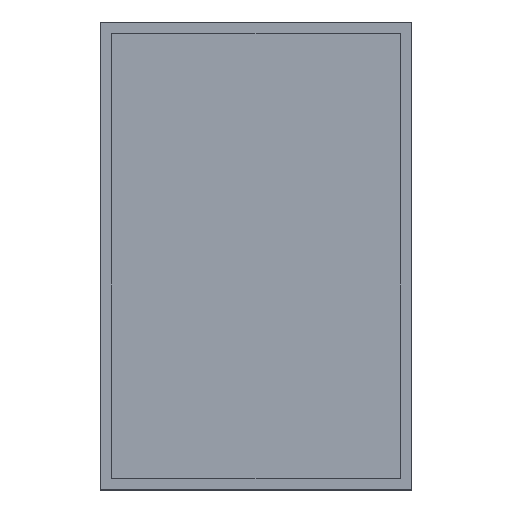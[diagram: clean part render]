
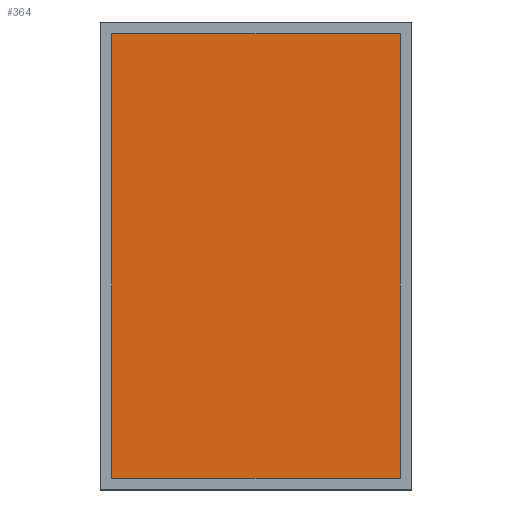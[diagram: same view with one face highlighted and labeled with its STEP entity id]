
A CAD part, top view. The second image highlights one B-rep face of the part: STEP entity #364.
In plain terms, the highlighted planar face has unit normal (0, 0, 1).
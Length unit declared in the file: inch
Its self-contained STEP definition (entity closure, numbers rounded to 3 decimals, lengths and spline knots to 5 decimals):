
#97=DIRECTION('',(0.,-1.,0.));
#98=VECTOR('',#97,1.12205);
#99=CARTESIAN_POINT('',(-0.36417,0.56102,
0.08858));
#100=LINE('',#99,#98);
#101=DIRECTION('',(-1.,0.,0.));
#102=VECTOR('',#101,0.72835);
#103=CARTESIAN_POINT('',(0.36417,0.56102,
0.08858));
#104=LINE('',#103,#102);
#105=DIRECTION('',(0.,1.,0.));
#106=VECTOR('',#105,1.12205);
#107=CARTESIAN_POINT('',(0.36417,-0.56102,
0.08858));
#108=LINE('',#107,#106);
#109=DIRECTION('',(1.,0.,0.));
#110=VECTOR('',#109,0.72835);
#111=CARTESIAN_POINT('',(-0.36417,-0.56102,
0.08858));
#112=LINE('',#111,#110);
#161=CARTESIAN_POINT('',(-0.36417,0.56102,
0.08858));
#162=CARTESIAN_POINT('',(-0.36417,-0.56102,
0.08858));
#163=VERTEX_POINT('',#161);
#164=VERTEX_POINT('',#162);
#165=CARTESIAN_POINT('',(0.36417,-0.56102,
0.08858));
#166=VERTEX_POINT('',#165);
#167=CARTESIAN_POINT('',(0.36417,0.56102,
0.08858));
#168=VERTEX_POINT('',#167);
#353=CARTESIAN_POINT('',(0.,0.,0.08858));
#354=DIRECTION('',(0.,0.,1.));
#355=DIRECTION('',(1.,0.,0.));
#356=AXIS2_PLACEMENT_3D('',#353,#354,#355);
#357=PLANE('',#356);
#358=ORIENTED_EDGE('',*,*,#305,.F.);
#359=ORIENTED_EDGE('',*,*,#320,.F.);
#360=ORIENTED_EDGE('',*,*,#334,.F.);
#361=ORIENTED_EDGE('',*,*,#347,.F.);
#362=EDGE_LOOP('',(#358,#359,#360,#361));
#363=FACE_OUTER_BOUND('',#362,.F.);
#364=ADVANCED_FACE('',(#363),#357,.T.);
#305=EDGE_CURVE('',#163,#164,#100,.T.);
#320=EDGE_CURVE('',#168,#163,#104,.T.);
#334=EDGE_CURVE('',#166,#168,#108,.T.);
#347=EDGE_CURVE('',#164,#166,#112,.T.);
